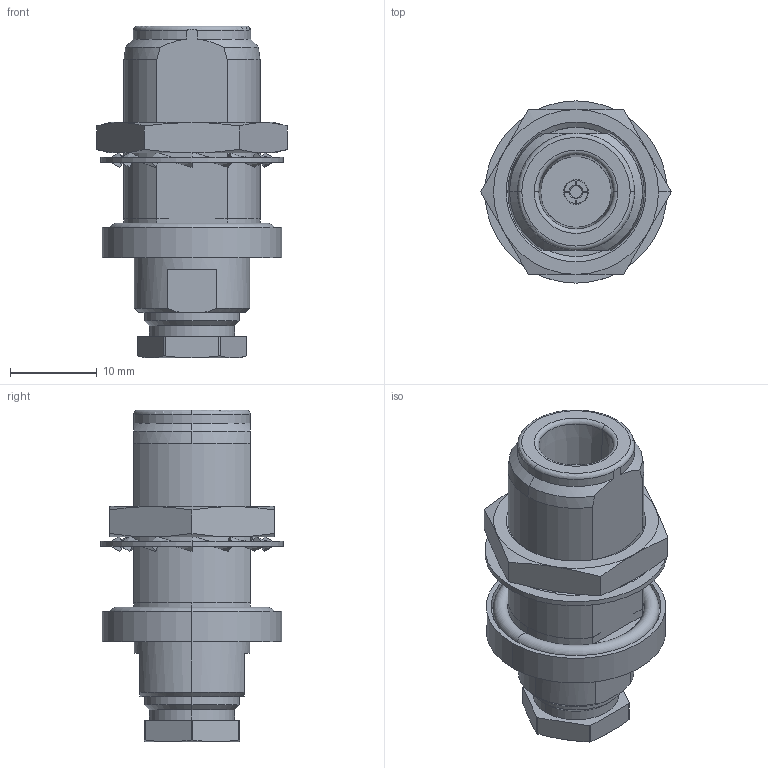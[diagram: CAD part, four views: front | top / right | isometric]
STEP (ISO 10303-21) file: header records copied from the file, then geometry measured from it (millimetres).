
FILE_DESCRIPTION (( 'STEP AP214' ), '1' );
FILE_NAME ('J01021H0004.STEP', '2012-09-14T12:24:18', ( 'markiewicz' ), ( '' ), 'SwSTEP 2.0', 'SolidWorks 2012', '' );
FILE_SCHEMA (( 'AUTOMOTIVE_DESIGN' ));
Length unit declared in the file: millimetre
Products named in the file (1): J01021H0004
Bounding box: 21.94 x 21 x 38.22 mm (x, y, z)
Volume: 6680.4 mm3; surface area: 3767.1 mm2
Topology: 1 solids, 1 shells, 209 faces, 559 edges, 352 vertices
Faces by surface type: plane 74, cylinder 47, cone 44, bspline 36, torus 8
Entity records: 9641 total; most frequent: CARTESIAN_POINT 2455, ORIENTED_EDGE 1118, DIRECTION 881, EDGE_CURVE 559, VERTEX_POINT 352, AXIS2_PLACEMENT_3D 330, EDGE_LOOP 237, VECTOR 221
